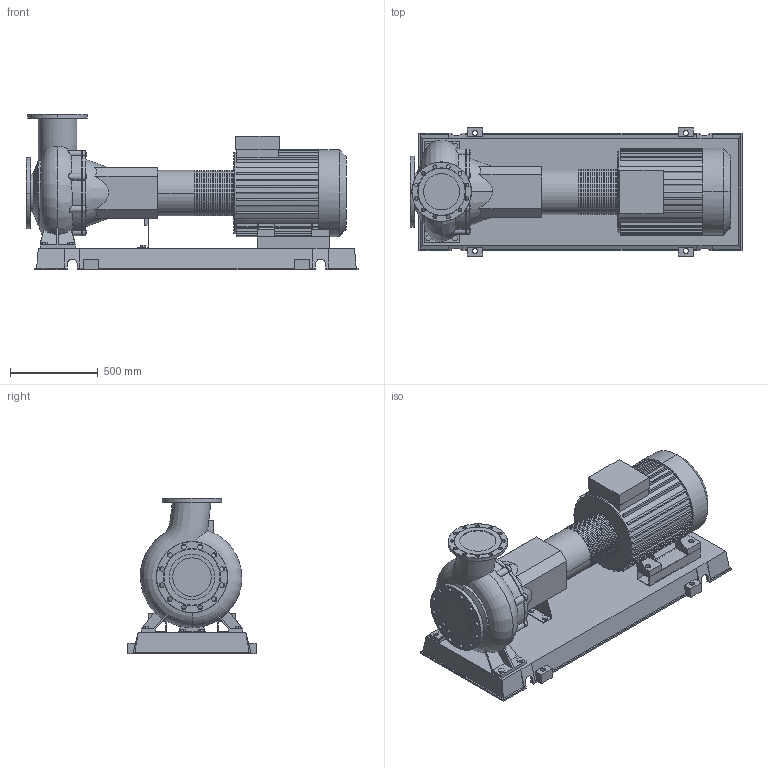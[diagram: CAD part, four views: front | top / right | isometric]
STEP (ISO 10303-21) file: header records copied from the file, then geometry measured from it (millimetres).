
FILE_DESCRIPTION((''),'2;1');
FILE_NAME('3d_NLG200_315-55_4-4452595.stp','2013-10-24T10:30:07',(''),(''),'Mechanical Desktop 2009','Mechanical Desktop 2009',', , ');
FILE_SCHEMA(('CONFIG_CONTROL_DESIGN'));
Length unit declared in the file: millimetre
Products named in the file (1): Product
Bounding box: 1890 x 730 x 888 mm (x, y, z)
Volume: 270827808.5 mm3; surface area: 8830807.5 mm2
Topology: 12 solids, 12 shells, 831 faces, 2185 edges, 1432 vertices
Faces by surface type: plane 388, cylinder 214, bspline 203, torus 14, cone 12
Entity records: 31648 total; most frequent: CARTESIAN_POINT 11131, ORIENTED_EDGE 4372, DIRECTION 3999, EDGE_CURVE 2186, VERTEX_POINT 1432, VECTOR 1373, LINE 1373, AXIS2_PLACEMENT_3D 1313
